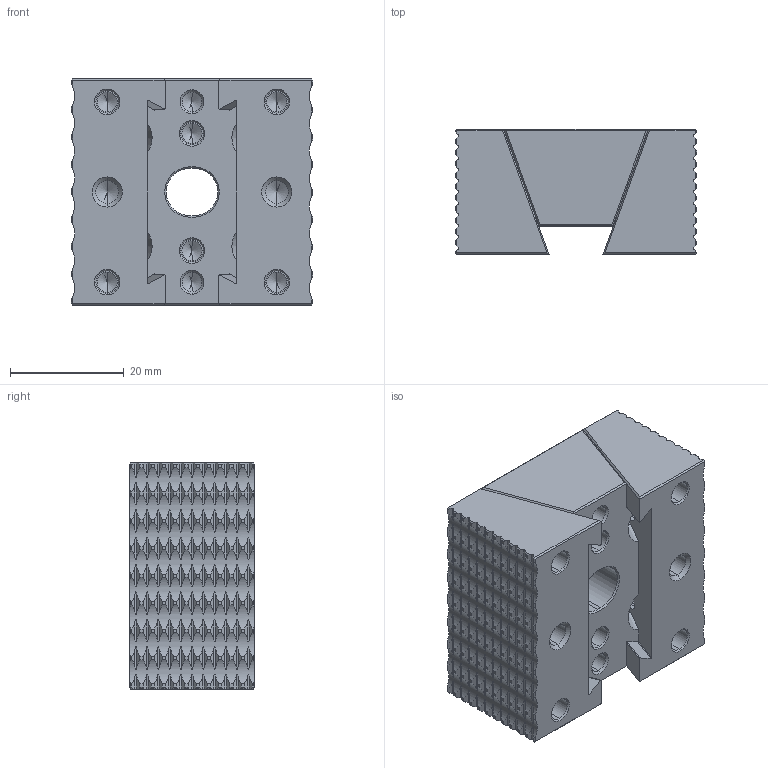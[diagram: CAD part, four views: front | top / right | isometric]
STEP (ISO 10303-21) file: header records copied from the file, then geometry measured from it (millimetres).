
FILE_DESCRIPTION (( 'STEP AP214' ), '1' );
FILE_NAME ('2030-VF15-SER-CP.STEP', '2018-04-25T10:52:40', ( '' ), ( '' ), 'SwSTEP 2.0', 'SolidWorks 2018', '' );
FILE_SCHEMA (( 'AUTOMOTIVE_DESIGN' ));
Length unit declared in the file: inch
Products named in the file (3): 2031-VF15-SER-JAW; 2031-VF15-WEDGE; 2030-VF15-SER-CP
Assembly tree (3 placements, depth 2):
  2030-VF15-SER-CP
    2031-VF15-WEDGE
    2031-VF15-SER-JAW  x2
Bounding box: 42.55 x 22 x 39.8 mm (x, y, z)
Volume: 29602.2 mm3; surface area: 13147.5 mm2
Topology: 3 solids, 3 shells, 1334 faces, 3816 edges, 2506 vertices
Faces by surface type: plane 892, cylinder 330, bspline 62, cone 50
Entity records: 32456 total; most frequent: CARTESIAN_POINT 13691, ORIENTED_EDGE 4496, DIRECTION 3086, EDGE_CURVE 2248, VERTEX_POINT 1481, LINE 1334, VECTOR 1334, AXIS2_PLACEMENT_3D 876
